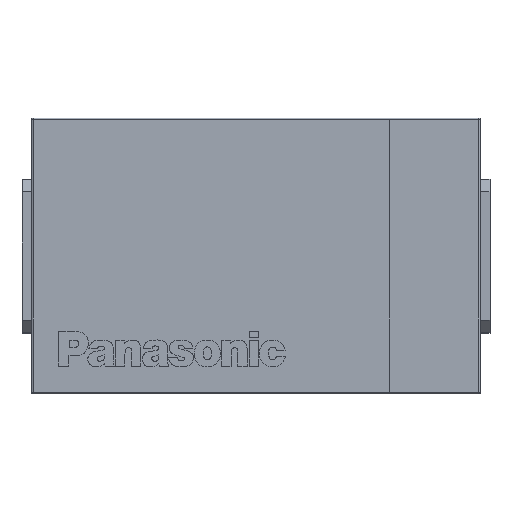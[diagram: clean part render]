
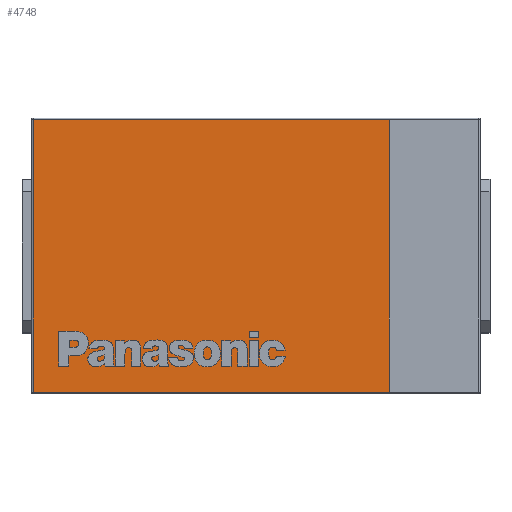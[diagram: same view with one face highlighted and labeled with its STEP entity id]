
A CAD part, top view. The second image highlights one B-rep face of the part: STEP entity #4748.
In plain terms, the highlighted planar face has unit normal (0, 0, 1).
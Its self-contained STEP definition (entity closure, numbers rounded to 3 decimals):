
#619=FACE_OUTER_BOUND('',#901,.T.);
#901=EDGE_LOOP('',(#3480,#3481,#3482,#3483));
#1230=LINE('',#6606,#1642);
#1231=LINE('',#6614,#1643);
#1232=LINE('',#6616,#1644);
#1233=LINE('',#6618,#1645);
#1642=VECTOR('',#5707,10.);
#1643=VECTOR('',#5720,10.);
#1644=VECTOR('',#5723,10.);
#1645=VECTOR('',#5726,10.);
#2038=VERTEX_POINT('',#6592);
#2039=VERTEX_POINT('',#6598);
#2040=VERTEX_POINT('',#6602);
#2041=VERTEX_POINT('',#6608);
#2575=EDGE_CURVE('',#2038,#2040,#1230,.T.);
#2579=EDGE_CURVE('',#2040,#2041,#1231,.T.);
#2580=EDGE_CURVE('',#2041,#2039,#1232,.T.);
#2581=EDGE_CURVE('',#2039,#2038,#1233,.T.);
#3480=ORIENTED_EDGE('',*,*,#2575,.F.);
#3481=ORIENTED_EDGE('',*,*,#2581,.F.);
#3482=ORIENTED_EDGE('',*,*,#2580,.F.);
#3483=ORIENTED_EDGE('',*,*,#2579,.F.);
#4589=PLANE('',#5201);
#4748=ADVANCED_FACE('',(#619),#4589,.T.);
#5201=AXIS2_PLACEMENT_3D('',#6619,#5727,#5728);
#5707=DIRECTION('',(0.,-1.,0.));
#5720=DIRECTION('',(-1.,0.,0.));
#5723=DIRECTION('',(0.,1.,0.));
#5726=DIRECTION('',(1.,0.,0.));
#5727=DIRECTION('center_axis',(0.,0.,1.));
#5728=DIRECTION('ref_axis',(1.,0.,0.));
#6592=CARTESIAN_POINT('',(3.475,2.125,1.9));
#6598=CARTESIAN_POINT('',(-3.475,2.125,1.9));
#6602=CARTESIAN_POINT('',(3.475,-2.125,1.9));
#6606=CARTESIAN_POINT('',(3.475,-1.075,1.9));
#6608=CARTESIAN_POINT('',(-3.475,-2.125,1.9));
#6614=CARTESIAN_POINT('',(-1.75,-2.125,1.9));
#6616=CARTESIAN_POINT('',(-3.475,1.075,1.9));
#6618=CARTESIAN_POINT('',(1.75,2.125,1.9));
#6619=CARTESIAN_POINT('Origin',(0.,0.,1.9));
